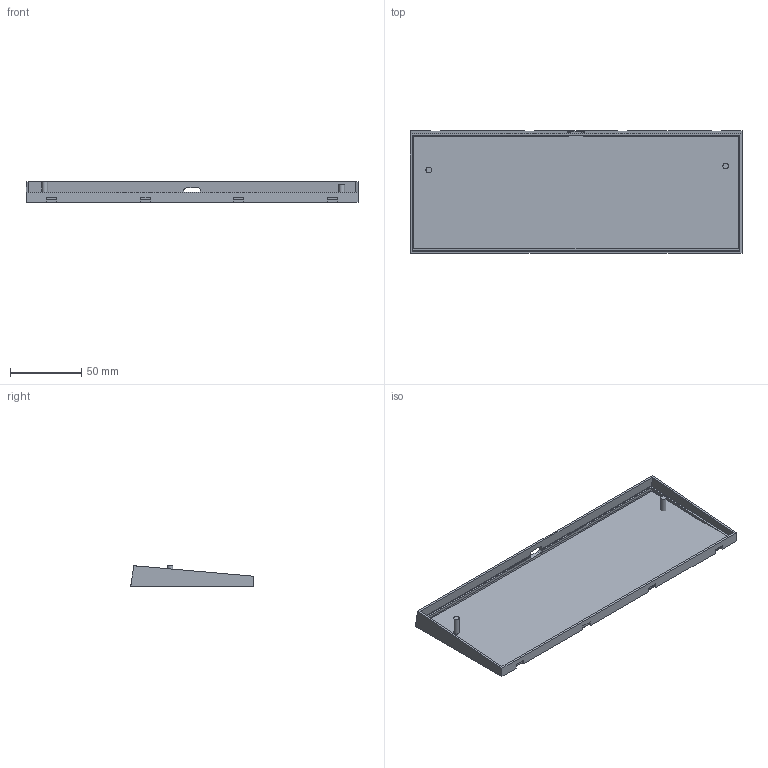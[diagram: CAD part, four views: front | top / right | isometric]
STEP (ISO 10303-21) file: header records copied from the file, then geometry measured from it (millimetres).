
FILE_DESCRIPTION(/* description */ (''),/* implementation_level */ '2;1');
FILE_NAME(/* name */ '',/* time_stamp */ '2025-09-22T02:50:32+09:00',/* author */ (''),/* organization */ (''),/* preprocessor_version */ 'ST-DEVELOPER v20.1',/* originating_system */ 'Autodesk Translation Framework v14.17.0.0',/* authorisation */ '');
FILE_SCHEMA (('AUTOMOTIVE_DESIGN { 1 0 10303 214 3 1 1 }'));
Length unit declared in the file: millimetre
Products named in the file (1): 下
Bounding box: 233.6 x 86.3 x 14.41 mm (x, y, z)
Volume: 51412.4 mm3; surface area: 57082.4 mm2
Topology: 3 solids, 3 shells, 81 faces, 224 edges, 147 vertices
Faces by surface type: plane 75, bspline 4, cylinder 2
Full cylindrical faces by diameter (mm): 4 x2
Entity records: 2585 total; most frequent: CARTESIAN_POINT 473, ORIENTED_EDGE 448, DIRECTION 396, EDGE_CURVE 224, LINE 208, VECTOR 208, VERTEX_POINT 147, AXIS2_PLACEMENT_3D 94
